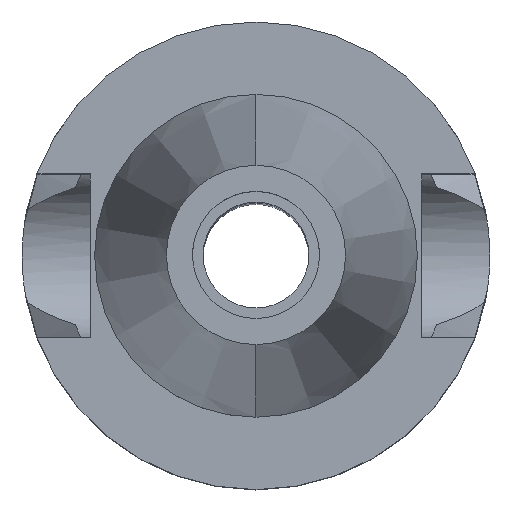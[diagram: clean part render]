
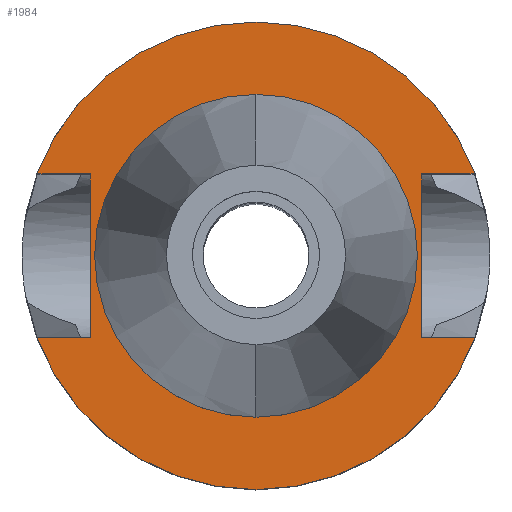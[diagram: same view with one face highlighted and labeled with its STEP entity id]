
A CAD part, top view. The second image highlights one B-rep face of the part: STEP entity #1984.
In plain terms, the highlighted planar face has unit normal (0, 0, 1).
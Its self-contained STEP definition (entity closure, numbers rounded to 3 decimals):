
#2 = EDGE_CURVE ( 'NONE', #917, #2592, #1516, .T. ) ;
#25 = EDGE_CURVE ( 'NONE', #963, #2354, #1985, .T. ) ;
#66 = ORIENTED_EDGE ( 'NONE', *, *, #2, .F. ) ;
#75 = DIRECTION ( 'NONE',  ( 0., -1., 0. ) ) ;
#141 = CARTESIAN_POINT ( 'NONE',  ( -16.3, -8.05, -1. ) ) ;
#181 = VECTOR ( 'NONE', #1103, 1000. ) ;
#206 = EDGE_CURVE ( 'NONE', #963, #443, #1637, .T. ) ;
#225 = LINE ( 'NONE', #1319, #181 ) ;
#238 = VECTOR ( 'NONE', #2160, 1000. ) ;
#254 = CARTESIAN_POINT ( 'NONE',  ( -16.3, 8.05, -1. ) ) ;
#269 = CARTESIAN_POINT ( 'NONE',  ( -16.3, -8.05, -1. ) ) ;
#327 = CIRCLE ( 'NONE', #2926, 15.875 ) ;
#366 = DIRECTION ( 'NONE',  ( 0., 1., 0. ) ) ;
#397 = DIRECTION ( 'NONE',  ( 1., 0., 0. ) ) ;
#443 = VERTEX_POINT ( 'NONE', #2646 ) ;
#452 = DIRECTION ( 'NONE',  ( 0., -1., 0. ) ) ;
#517 = VECTOR ( 'NONE', #2074, 1000. ) ;
#525 = CIRCLE ( 'NONE', #1136, 23. ) ;
#587 = CARTESIAN_POINT ( 'NONE',  ( 16.3, -8.05, -1. ) ) ;
#630 = CARTESIAN_POINT ( 'NONE',  ( 0., 0., -1. ) ) ;
#641 = DIRECTION ( 'NONE',  ( 0., 0., 1. ) ) ;
#665 = ORIENTED_EDGE ( 'NONE', *, *, #1062, .F. ) ;
#683 = DIRECTION ( 'NONE',  ( 0., 0., -1. ) ) ;
#691 = ORIENTED_EDGE ( 'NONE', *, *, #2917, .F. ) ;
#782 = CARTESIAN_POINT ( 'NONE',  ( 0., 0., -1. ) ) ;
#793 = DIRECTION ( 'NONE',  ( 0., -1., 0. ) ) ;
#880 = DIRECTION ( 'NONE',  ( 0., 1., 0. ) ) ;
#890 = VERTEX_POINT ( 'NONE', #1395 ) ;
#917 = VERTEX_POINT ( 'NONE', #269 ) ;
#963 = VERTEX_POINT ( 'NONE', #2111 ) ;
#984 = VECTOR ( 'NONE', #1736, 1000. ) ;
#1003 = EDGE_CURVE ( 'NONE', #2481, #2668, #525, .T. ) ;
#1062 = EDGE_CURVE ( 'NONE', #1964, #443, #1722, .T. ) ;
#1103 = DIRECTION ( 'NONE',  ( -1., 0., 0. ) ) ;
#1115 = CARTESIAN_POINT ( 'NONE',  ( 0., 0., -1. ) ) ;
#1118 = DIRECTION ( 'NONE',  ( 0., 0., -1. ) ) ;
#1136 = AXIS2_PLACEMENT_3D ( 'NONE', #782, #1451, #75 ) ;
#1139 = EDGE_LOOP ( 'NONE', ( #2110, #691 ) ) ;
#1227 = LINE ( 'NONE', #2590, #238 ) ;
#1242 = EDGE_CURVE ( 'NONE', #2354, #2481, #2441, .T. ) ;
#1319 = CARTESIAN_POINT ( 'NONE',  ( -16.3, -8.05, -1. ) ) ;
#1329 = ORIENTED_EDGE ( 'NONE', *, *, #2714, .F. ) ;
#1358 = CARTESIAN_POINT ( 'NONE',  ( -21.545, -8.05, -1. ) ) ;
#1381 = AXIS2_PLACEMENT_3D ( 'NONE', #1115, #683, #452 ) ;
#1385 = VECTOR ( 'NONE', #397, 1000. ) ;
#1395 = CARTESIAN_POINT ( 'NONE',  ( 0., -15.875, -1. ) ) ;
#1419 = EDGE_CURVE ( 'NONE', #2741, #890, #2864, .T. ) ;
#1451 = DIRECTION ( 'NONE',  ( 0., 0., -1. ) ) ;
#1514 = DIRECTION ( 'NONE',  ( 0., 0., 1. ) ) ;
#1516 = LINE ( 'NONE', #141, #2470 ) ;
#1614 = AXIS2_PLACEMENT_3D ( 'NONE', #2704, #641, #880 ) ;
#1637 = LINE ( 'NONE', #1843, #517 ) ;
#1680 = ORIENTED_EDGE ( 'NONE', *, *, #1003, .F. ) ;
#1722 = CIRCLE ( 'NONE', #2824, 23. ) ;
#1736 = DIRECTION ( 'NONE',  ( 0., -1., 0. ) ) ;
#1769 = FACE_OUTER_BOUND ( 'NONE', #1824, .T. ) ;
#1773 = CARTESIAN_POINT ( 'NONE',  ( 0., 0., -1. ) ) ;
#1824 = EDGE_LOOP ( 'NONE', ( #2901, #1680, #2837, #2673, #2061, #665, #1329, #66 ) ) ;
#1843 = CARTESIAN_POINT ( 'NONE',  ( 16.3, 8.05, -1. ) ) ;
#1873 = EDGE_CURVE ( 'NONE', #917, #2668, #225, .T. ) ;
#1922 = CARTESIAN_POINT ( 'NONE',  ( 0., 15.875, -1. ) ) ;
#1964 = VERTEX_POINT ( 'NONE', #2861 ) ;
#1984 = ADVANCED_FACE ( 'NONE', ( #1769, #2701 ), #2489, .F. ) ;
#1985 = LINE ( 'NONE', #2219, #984 ) ;
#2061 = ORIENTED_EDGE ( 'NONE', *, *, #206, .T. ) ;
#2074 = DIRECTION ( 'NONE',  ( 1., 0., 0. ) ) ;
#2110 = ORIENTED_EDGE ( 'NONE', *, *, #1419, .F. ) ;
#2111 = CARTESIAN_POINT ( 'NONE',  ( 16.3, 8.05, -1. ) ) ;
#2160 = DIRECTION ( 'NONE',  ( -1., 0., 0. ) ) ;
#2219 = CARTESIAN_POINT ( 'NONE',  ( 16.3, 8.05, -1. ) ) ;
#2354 = VERTEX_POINT ( 'NONE', #587 ) ;
#2409 = CARTESIAN_POINT ( 'NONE',  ( 16.3, -8.05, -1. ) ) ;
#2441 = LINE ( 'NONE', #2409, #1385 ) ;
#2470 = VECTOR ( 'NONE', #366, 1000. ) ;
#2481 = VERTEX_POINT ( 'NONE', #2683 ) ;
#2489 = PLANE ( 'NONE',  #1381 ) ;
#2590 = CARTESIAN_POINT ( 'NONE',  ( -16.3, 8.05, -1. ) ) ;
#2592 = VERTEX_POINT ( 'NONE', #254 ) ;
#2646 = CARTESIAN_POINT ( 'NONE',  ( 21.545, 8.05, -1. ) ) ;
#2654 = DIRECTION ( 'NONE',  ( 0., 1., 0. ) ) ;
#2668 = VERTEX_POINT ( 'NONE', #1358 ) ;
#2673 = ORIENTED_EDGE ( 'NONE', *, *, #25, .F. ) ;
#2683 = CARTESIAN_POINT ( 'NONE',  ( 21.545, -8.05, -1. ) ) ;
#2701 = FACE_BOUND ( 'NONE', #1139, .T. ) ;
#2704 = CARTESIAN_POINT ( 'NONE',  ( 0., 0., -1. ) ) ;
#2714 = EDGE_CURVE ( 'NONE', #2592, #1964, #1227, .T. ) ;
#2741 = VERTEX_POINT ( 'NONE', #1922 ) ;
#2824 = AXIS2_PLACEMENT_3D ( 'NONE', #1773, #1118, #2654 ) ;
#2837 = ORIENTED_EDGE ( 'NONE', *, *, #1242, .F. ) ;
#2861 = CARTESIAN_POINT ( 'NONE',  ( -21.545, 8.05, -1. ) ) ;
#2864 = CIRCLE ( 'NONE', #1614, 15.875 ) ;
#2901 = ORIENTED_EDGE ( 'NONE', *, *, #1873, .T. ) ;
#2917 = EDGE_CURVE ( 'NONE', #890, #2741, #327, .T. ) ;
#2926 = AXIS2_PLACEMENT_3D ( 'NONE', #630, #1514, #793 ) ;
